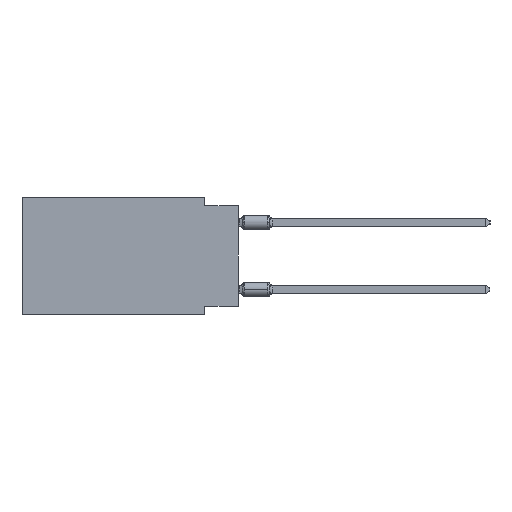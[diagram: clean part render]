
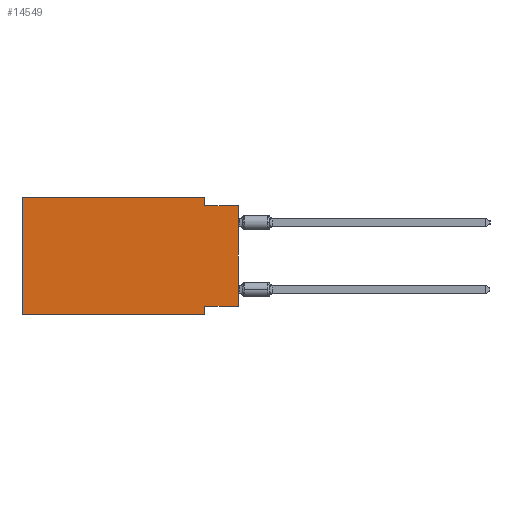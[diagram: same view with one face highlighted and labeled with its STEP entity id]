
A CAD part, left-side view. The second image highlights one B-rep face of the part: STEP entity #14549.
In plain terms, the highlighted planar face has unit normal (-1, 0, 0).
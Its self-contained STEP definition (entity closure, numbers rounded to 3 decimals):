
#1890 = ORIENTED_EDGE ( 'NONE', *, *, #43839, .F. ) ;
#3771 = DIRECTION ( 'NONE',  ( 0., 0., -1. ) ) ;
#5224 = CARTESIAN_POINT ( 'NONE',  ( 0., 0., -8.255 ) ) ;
#5767 = EDGE_CURVE ( 'NONE', #36960, #24939, #34243, .T. ) ;
#5901 = DIRECTION ( 'NONE',  ( 0., -1., 0. ) ) ;
#5978 = VECTOR ( 'NONE', #5901, 1000. ) ;
#8878 = DIRECTION ( 'NONE',  ( 0., 0., 1. ) ) ;
#10029 = ORIENTED_EDGE ( 'NONE', *, *, #32895, .F. ) ;
#10242 = VECTOR ( 'NONE', #11128, 1000. ) ;
#11128 = DIRECTION ( 'NONE',  ( 0., 0., -1. ) ) ;
#14549 = ADVANCED_FACE ( 'NONE', ( #17039 ), #42041, .F. ) ;
#15307 = VERTEX_POINT ( 'NONE', #42031 ) ;
#16636 = VECTOR ( 'NONE', #26930, 1000. ) ;
#16989 = LINE ( 'NONE', #29254, #22375 ) ;
#17039 = FACE_OUTER_BOUND ( 'NONE', #46626, .T. ) ;
#17320 = VECTOR ( 'NONE', #43931, 1000. ) ;
#18128 = CARTESIAN_POINT ( 'NONE',  ( 0., 0., -0.635 ) ) ;
#18613 = EDGE_CURVE ( 'NONE', #35457, #41801, #19170, .T. ) ;
#19170 = LINE ( 'NONE', #23580, #20723 ) ;
#19202 = LINE ( 'NONE', #28038, #17320 ) ;
#20723 = VECTOR ( 'NONE', #3771, 1000. ) ;
#21656 = CARTESIAN_POINT ( 'NONE',  ( 0., 2.54, 0. ) ) ;
#21840 = ORIENTED_EDGE ( 'NONE', *, *, #5767, .F. ) ;
#21912 = EDGE_CURVE ( 'NONE', #24939, #15307, #43172, .T. ) ;
#22258 = CARTESIAN_POINT ( 'NONE',  ( 0., 16.383, 0. ) ) ;
#22375 = VECTOR ( 'NONE', #32899, 1000. ) ;
#23377 = CARTESIAN_POINT ( 'NONE',  ( 0., 2.54, 0. ) ) ;
#23580 = CARTESIAN_POINT ( 'NONE',  ( 0., 2.54, -8.89 ) ) ;
#24381 = VERTEX_POINT ( 'NONE', #47339 ) ;
#24720 = EDGE_CURVE ( 'NONE', #15307, #24381, #30885, .T. ) ;
#24939 = VERTEX_POINT ( 'NONE', #21656 ) ;
#26220 = LINE ( 'NONE', #41079, #5978 ) ;
#26580 = ORIENTED_EDGE ( 'NONE', *, *, #18613, .F. ) ;
#26930 = DIRECTION ( 'NONE',  ( 0., -1., 0. ) ) ;
#27658 = LINE ( 'NONE', #44054, #46847 ) ;
#28038 = CARTESIAN_POINT ( 'NONE',  ( 0., 0., -8.255 ) ) ;
#28379 = VERTEX_POINT ( 'NONE', #42662 ) ;
#29254 = CARTESIAN_POINT ( 'NONE',  ( 0., 0., 0. ) ) ;
#29372 = EDGE_CURVE ( 'NONE', #36443, #24381, #16989, .T. ) ;
#29913 = ORIENTED_EDGE ( 'NONE', *, *, #21912, .F. ) ;
#30441 = CARTESIAN_POINT ( 'NONE',  ( 0., 2.54, -8.255 ) ) ;
#30885 = LINE ( 'NONE', #18128, #35421 ) ;
#32895 = EDGE_CURVE ( 'NONE', #36443, #35457, #19202, .T. ) ;
#32899 = DIRECTION ( 'NONE',  ( 0., 0., 1. ) ) ;
#33459 = DIRECTION ( 'NONE',  ( 1., 0., 0. ) ) ;
#33832 = ORIENTED_EDGE ( 'NONE', *, *, #29372, .T. ) ;
#34243 = LINE ( 'NONE', #50397, #16636 ) ;
#34653 = AXIS2_PLACEMENT_3D ( 'NONE', #22258, #33459, #37098 ) ;
#35421 = VECTOR ( 'NONE', #49922, 1000. ) ;
#35456 = CARTESIAN_POINT ( 'NONE',  ( 0., 2.54, -8.89 ) ) ;
#35457 = VERTEX_POINT ( 'NONE', #30441 ) ;
#36443 = VERTEX_POINT ( 'NONE', #5224 ) ;
#36960 = VERTEX_POINT ( 'NONE', #47921 ) ;
#37098 = DIRECTION ( 'NONE',  ( 0., 0., -1. ) ) ;
#38680 = EDGE_CURVE ( 'NONE', #28379, #41801, #26220, .T. ) ;
#40103 = ORIENTED_EDGE ( 'NONE', *, *, #38680, .T. ) ;
#41079 = CARTESIAN_POINT ( 'NONE',  ( 0., 16.383, -8.89 ) ) ;
#41801 = VERTEX_POINT ( 'NONE', #35456 ) ;
#42031 = CARTESIAN_POINT ( 'NONE',  ( 0., 2.54, -0.635 ) ) ;
#42041 = PLANE ( 'NONE',  #34653 ) ;
#42662 = CARTESIAN_POINT ( 'NONE',  ( 0., 16.383, -8.89 ) ) ;
#43172 = LINE ( 'NONE', #23377, #10242 ) ;
#43839 = EDGE_CURVE ( 'NONE', #28379, #36960, #27658, .T. ) ;
#43931 = DIRECTION ( 'NONE',  ( 0., 1., 0. ) ) ;
#44054 = CARTESIAN_POINT ( 'NONE',  ( 0., 16.383, 0. ) ) ;
#44522 = ORIENTED_EDGE ( 'NONE', *, *, #24720, .F. ) ;
#46626 = EDGE_LOOP ( 'NONE', ( #33832, #44522, #29913, #21840, #1890, #40103, #26580, #10029 ) ) ;
#46847 = VECTOR ( 'NONE', #8878, 1000. ) ;
#47339 = CARTESIAN_POINT ( 'NONE',  ( 0., 0., -0.635 ) ) ;
#47921 = CARTESIAN_POINT ( 'NONE',  ( 0., 16.383, 0. ) ) ;
#49922 = DIRECTION ( 'NONE',  ( 0., -1., 0. ) ) ;
#50397 = CARTESIAN_POINT ( 'NONE',  ( 0., 16.383, 0. ) ) ;
